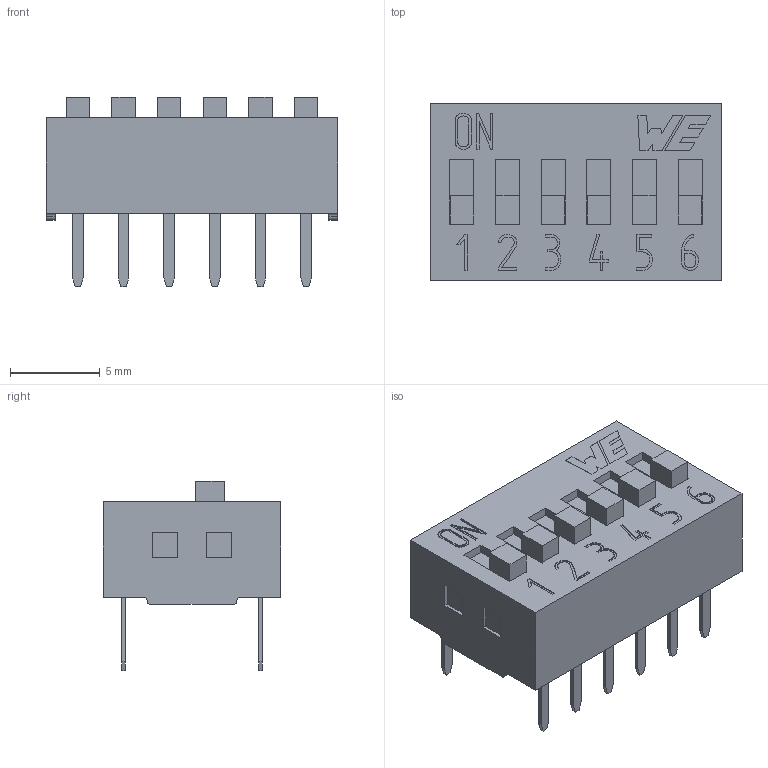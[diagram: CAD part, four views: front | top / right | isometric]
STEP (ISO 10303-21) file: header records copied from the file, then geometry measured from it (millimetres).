
FILE_DESCRIPTION(/* description */ ('Unknown'),/* implementation_level */ '2;1');
FILE_NAME(/* name */ '418117270906',/* time_stamp */ '2018-08-10T13:45:20+02:00',/* author */ ('Unknown'),/* organization */ ('Unknown'),/* preprocessor_version */ 'ST-DEVELOPER v16.7',/* originating_system */ 'DEX',/* authorisation */ $);
FILE_SCHEMA (('AUTOMOTIVE_DESIGN {1 0 10303 214 3 1 1}'));
Length unit declared in the file: millimetre
Products named in the file (4): 418117270906; Base_switch; clip; base
Assembly tree (8 placements, depth 2):
  418117270906
    Base_switch
    clip  x6
    base
Bounding box: 16.24 x 9.9 x 10.55 mm (x, y, z)
Volume: 583.5 mm3; surface area: 1812 mm2
Topology: 8 solids, 8 shells, 364 faces, 942 edges, 628 vertices
Faces by surface type: plane 332, bspline 18, cylinder 14
Entity records: 11066 total; most frequent: CARTESIAN_POINT 2484, ORIENTED_EDGE 1460, DIRECTION 1158, EDGE_CURVE 730, LINE 582, VECTOR 582, VERTEX_POINT 488, EDGE_LOOP 322
